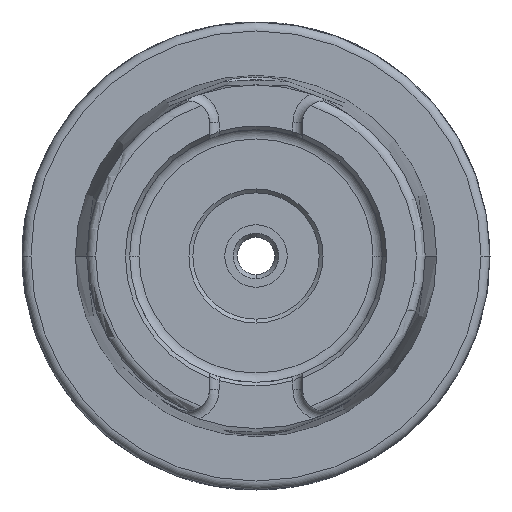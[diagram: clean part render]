
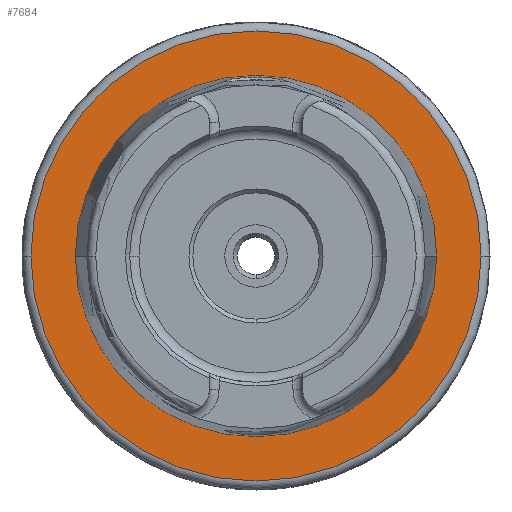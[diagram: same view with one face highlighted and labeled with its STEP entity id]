
A CAD part, left-side view. The second image highlights one B-rep face of the part: STEP entity #7684.
In plain terms, the highlighted planar face has unit normal (-1, 0, 0).
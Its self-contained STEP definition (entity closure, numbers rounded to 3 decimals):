
#169 = VERTEX_POINT ( 'NONE', #5018 ) ;
#315 = AXIS2_PLACEMENT_3D ( 'NONE', #1150, #2443, #4118 ) ;
#336 = CARTESIAN_POINT ( 'NONE',  ( 0., 0., 0. ) ) ;
#621 = AXIS2_PLACEMENT_3D ( 'NONE', #7059, #5151, #4640 ) ;
#856 = VERTEX_POINT ( 'NONE', #4412 ) ;
#1003 = ORIENTED_EDGE ( 'NONE', *, *, #3364, .T. ) ;
#1044 = VERTEX_POINT ( 'NONE', #4881 ) ;
#1150 = CARTESIAN_POINT ( 'NONE',  ( 0., 0., 0. ) ) ;
#1559 = ORIENTED_EDGE ( 'NONE', *, *, #1878, .T. ) ;
#1673 = AXIS2_PLACEMENT_3D ( 'NONE', #3050, #2030, #6065 ) ;
#1850 = AXIS2_PLACEMENT_3D ( 'NONE', #336, #7410, #2292 ) ;
#1878 = EDGE_CURVE ( 'NONE', #856, #1044, #5970, .T. ) ;
#2030 = DIRECTION ( 'NONE',  ( 1., 0., 0. ) ) ;
#2167 = EDGE_LOOP ( 'NONE', ( #2922, #7458 ) ) ;
#2210 = EDGE_CURVE ( 'NONE', #3234, #169, #3974, .T. ) ;
#2292 = DIRECTION ( 'NONE',  ( 0., 1., 0. ) ) ;
#2434 = CIRCLE ( 'NONE', #1673, 30.3 ) ;
#2443 = DIRECTION ( 'NONE',  ( 1., 0., 0. ) ) ;
#2922 = ORIENTED_EDGE ( 'NONE', *, *, #3861, .F. ) ;
#3041 = DIRECTION ( 'NONE',  ( -1., 0., 0. ) ) ;
#3050 = CARTESIAN_POINT ( 'NONE',  ( 0., 0., 0. ) ) ;
#3234 = VERTEX_POINT ( 'NONE', #3970 ) ;
#3364 = EDGE_CURVE ( 'NONE', #1044, #856, #6776, .T. ) ;
#3663 = DIRECTION ( 'NONE',  ( 0., -1., 0. ) ) ;
#3665 = AXIS2_PLACEMENT_3D ( 'NONE', #7291, #3041, #3663 ) ;
#3861 = EDGE_CURVE ( 'NONE', #169, #3234, #2434, .T. ) ;
#3970 = CARTESIAN_POINT ( 'NONE',  ( 0., -30.3, 0. ) ) ;
#3974 = CIRCLE ( 'NONE', #621, 30.3 ) ;
#4118 = DIRECTION ( 'NONE',  ( 0., 1., 0. ) ) ;
#4367 = FACE_OUTER_BOUND ( 'NONE', #2167, .T. ) ;
#4412 = CARTESIAN_POINT ( 'NONE',  ( 0., -24.321, 0. ) ) ;
#4640 = DIRECTION ( 'NONE',  ( 0., 1., 0. ) ) ;
#4881 = CARTESIAN_POINT ( 'NONE',  ( 0., 24.321, 0. ) ) ;
#5018 = CARTESIAN_POINT ( 'NONE',  ( 0., 30.3, 0. ) ) ;
#5151 = DIRECTION ( 'NONE',  ( 1., 0., 0. ) ) ;
#5481 = FACE_BOUND ( 'NONE', #5994, .T. ) ;
#5970 = CIRCLE ( 'NONE', #1850, 24.321 ) ;
#5994 = EDGE_LOOP ( 'NONE', ( #1003, #1559 ) ) ;
#6065 = DIRECTION ( 'NONE',  ( 0., 1., 0. ) ) ;
#6776 = CIRCLE ( 'NONE', #315, 24.321 ) ;
#7059 = CARTESIAN_POINT ( 'NONE',  ( 0., 0., 0. ) ) ;
#7291 = CARTESIAN_POINT ( 'NONE',  ( 0., 24.321, 0. ) ) ;
#7328 = PLANE ( 'NONE',  #3665 ) ;
#7410 = DIRECTION ( 'NONE',  ( 1., 0., 0. ) ) ;
#7458 = ORIENTED_EDGE ( 'NONE', *, *, #2210, .F. ) ;
#7684 = ADVANCED_FACE ( 'NONE', ( #5481, #4367 ), #7328, .T. ) ;
